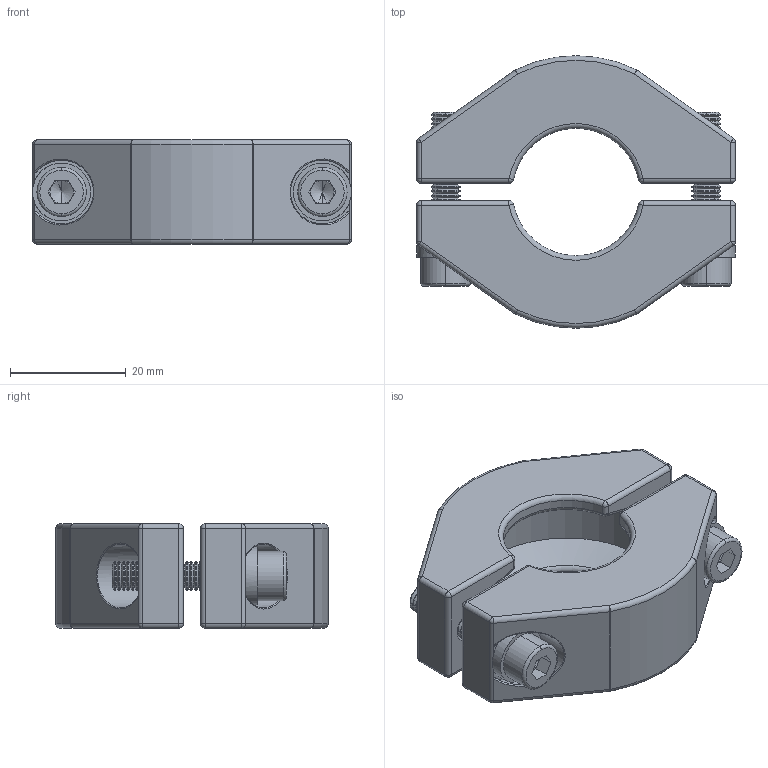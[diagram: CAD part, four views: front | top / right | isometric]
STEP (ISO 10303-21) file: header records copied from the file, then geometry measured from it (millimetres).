
FILE_DESCRIPTION (( 'STEP AP214' ), '1' );
FILE_NAME ('120 BSM 016.STEP', '2012-08-02T08:00:43', ( '' ), ( '' ), 'SwSTEP 2.0', 'SolidWorks 2010', '' );
FILE_SCHEMA (( 'AUTOMOTIVE_DESIGN' ));
Length unit declared in the file: millimetre
Products named in the file (1): 120 BSM 016
Bounding box: 55 x 47 x 18 mm (x, y, z)
Volume: 20903.6 mm3; surface area: 11079.6 mm2
Topology: 1 solids, 37 shells, 586 faces, 1316 edges, 718 vertices
Faces by surface type: cone 244, cylinder 208, plane 54, sphere 40, torus 28, bspline 12
Entity records: 16618 total; most frequent: CARTESIAN_POINT 3409, DIRECTION 3074, ORIENTED_EDGE 2576, EDGE_CURVE 1288, AXIS2_PLACEMENT_3D 1267, VERTEX_POINT 718, CIRCLE 692, EDGE_LOOP 602
